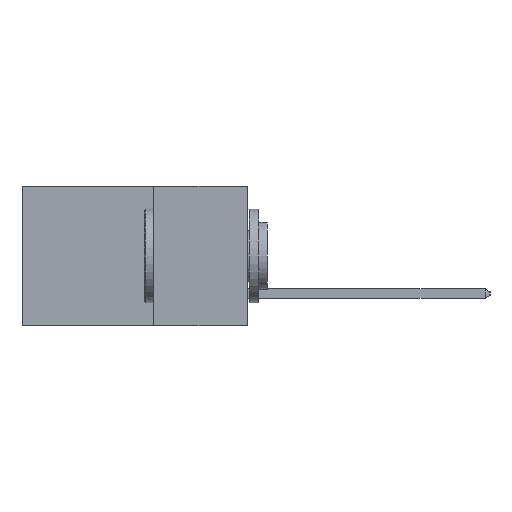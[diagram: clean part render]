
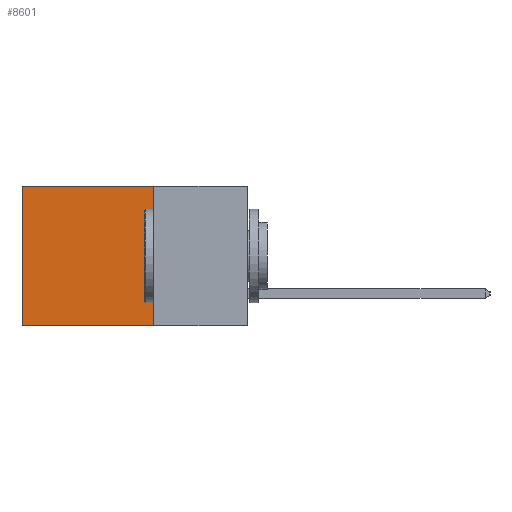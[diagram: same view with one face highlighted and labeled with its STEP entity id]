
A CAD part, left-side view. The second image highlights one B-rep face of the part: STEP entity #8601.
In plain terms, the highlighted planar face has unit normal (-1, 0, 0).
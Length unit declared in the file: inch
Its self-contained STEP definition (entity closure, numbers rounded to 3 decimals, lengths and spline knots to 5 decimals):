
#1126 = EDGE_CURVE ( 'NONE', #13213, #7498, #4016, .T. ) ;
#1299 = DIRECTION ( 'NONE',  ( 0., 0., -1. ) ) ;
#2015 = EDGE_CURVE ( 'NONE', #7498, #11517, #3277, .T. ) ;
#2468 = DIRECTION ( 'NONE',  ( 0., 1., 0. ) ) ;
#2474 = EDGE_CURVE ( 'NONE', #8111, #11517, #10528, .T. ) ;
#2520 = CARTESIAN_POINT ( 'NONE',  ( 0.298, 0.25, 0. ) ) ;
#3277 = LINE ( 'NONE', #9448, #6064 ) ;
#3648 = VECTOR ( 'NONE', #2468, 39.37008 ) ;
#3726 = DIRECTION ( 'NONE',  ( 0., 1., 0. ) ) ;
#4016 = LINE ( 'NONE', #2520, #3648 ) ;
#4311 = DIRECTION ( 'NONE',  ( 0., 0., -1. ) ) ;
#4578 = CARTESIAN_POINT ( 'NONE',  ( 0.298, 0.25, 0. ) ) ;
#4628 = PLANE ( 'NONE',  #4941 ) ;
#4671 = DIRECTION ( 'NONE',  ( 0., 0., -1. ) ) ;
#4941 = AXIS2_PLACEMENT_3D ( 'NONE', #8730, #10779, #4671 ) ;
#5112 = CARTESIAN_POINT ( 'NONE',  ( 0.298, 0.25, 0. ) ) ;
#5567 = ORIENTED_EDGE ( 'NONE', *, *, #1126, .T. ) ;
#6064 = VECTOR ( 'NONE', #4311, 39.37008 ) ;
#7498 = VERTEX_POINT ( 'NONE', #8442 ) ;
#7779 = LINE ( 'NONE', #4578, #12929 ) ;
#7963 = CARTESIAN_POINT ( 'NONE',  ( 0.298, 0.6, -0.37 ) ) ;
#8111 = VERTEX_POINT ( 'NONE', #12855 ) ;
#8442 = CARTESIAN_POINT ( 'NONE',  ( 0.298, 0.6, 0. ) ) ;
#8601 = ADVANCED_FACE ( 'NONE', ( #10944 ), #4628, .F. ) ;
#8730 = CARTESIAN_POINT ( 'NONE',  ( 0.298, 0.25, 0. ) ) ;
#9448 = CARTESIAN_POINT ( 'NONE',  ( 0.298, 0.6, 0. ) ) ;
#10528 = LINE ( 'NONE', #11064, #10846 ) ;
#10779 = DIRECTION ( 'NONE',  ( 1., 0., 0. ) ) ;
#10846 = VECTOR ( 'NONE', #3726, 39.37008 ) ;
#10944 = FACE_OUTER_BOUND ( 'NONE', #13414, .T. ) ;
#11064 = CARTESIAN_POINT ( 'NONE',  ( 0.298, 0.25, -0.37 ) ) ;
#11517 = VERTEX_POINT ( 'NONE', #7963 ) ;
#11930 = EDGE_CURVE ( 'NONE', #13213, #8111, #7779, .T. ) ;
#12101 = ORIENTED_EDGE ( 'NONE', *, *, #2015, .T. ) ;
#12855 = CARTESIAN_POINT ( 'NONE',  ( 0.298, 0.25, -0.37 ) ) ;
#12929 = VECTOR ( 'NONE', #1299, 39.37008 ) ;
#13122 = ORIENTED_EDGE ( 'NONE', *, *, #2474, .F. ) ;
#13213 = VERTEX_POINT ( 'NONE', #5112 ) ;
#13342 = ORIENTED_EDGE ( 'NONE', *, *, #11930, .F. ) ;
#13414 = EDGE_LOOP ( 'NONE', ( #12101, #13122, #13342, #5567 ) ) ;
